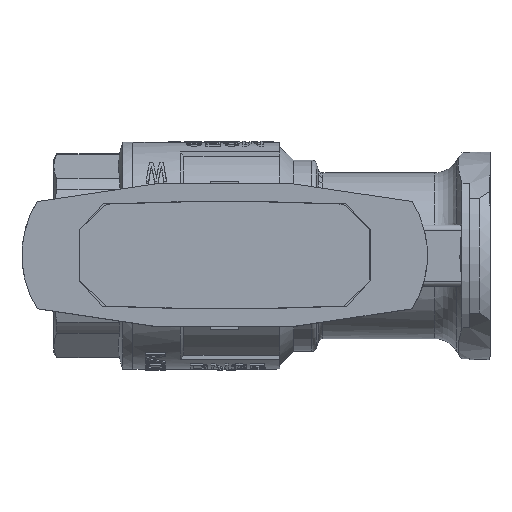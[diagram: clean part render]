
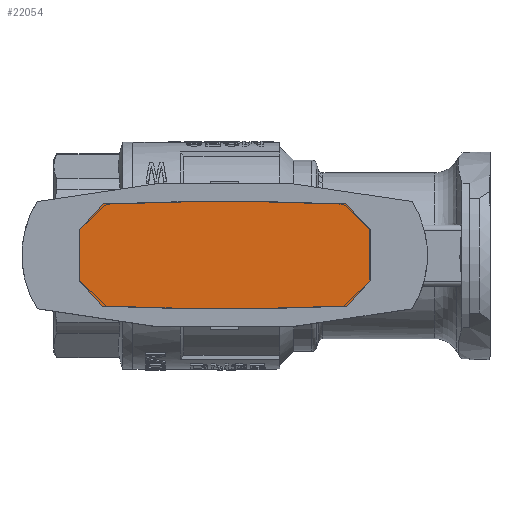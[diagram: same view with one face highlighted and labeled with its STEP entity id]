
A CAD part, top view. The second image highlights one B-rep face of the part: STEP entity #22054.
In plain terms, the highlighted face is planar.
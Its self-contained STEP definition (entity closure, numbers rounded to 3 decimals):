
#1612=LINE('',#49349,#2967);
#1615=LINE('',#49355,#2970);
#1618=LINE('',#49361,#2973);
#1621=LINE('',#49370,#2976);
#1622=LINE('',#49372,#2977);
#1623=LINE('',#49374,#2978);
#2967=VECTOR('',#31155,1000.);
#2970=VECTOR('',#31160,1000.);
#2973=VECTOR('',#31165,1000.);
#2976=VECTOR('',#31176,1000.);
#2977=VECTOR('',#31177,1000.);
#2978=VECTOR('',#31178,1000.);
#3893=PLANE('',#24725);
#5301=CIRCLE('',#24717,544.6);
#5303=CIRCLE('',#24723,544.6);
#11879=ORIENTED_EDGE('',*,*,#15233,.T.);
#11880=ORIENTED_EDGE('',*,*,#15237,.T.);
#11881=ORIENTED_EDGE('',*,*,#15240,.T.);
#11882=ORIENTED_EDGE('',*,*,#15243,.T.);
#11883=ORIENTED_EDGE('',*,*,#15246,.T.);
#11884=ORIENTED_EDGE('',*,*,#15248,.T.);
#11885=ORIENTED_EDGE('',*,*,#15249,.T.);
#11886=ORIENTED_EDGE('',*,*,#15250,.T.);
#15233=EDGE_CURVE('',#17512,#17511,#5301,.T.);
#15237=EDGE_CURVE('',#17511,#17515,#1612,.T.);
#15240=EDGE_CURVE('',#17515,#17517,#1615,.T.);
#15243=EDGE_CURVE('',#17517,#17519,#1618,.T.);
#15246=EDGE_CURVE('',#17519,#17521,#5303,.T.);
#15248=EDGE_CURVE('',#17521,#17522,#1621,.T.);
#15249=EDGE_CURVE('',#17522,#17523,#1622,.T.);
#15250=EDGE_CURVE('',#17523,#17512,#1623,.T.);
#17511=VERTEX_POINT('',#49339);
#17512=VERTEX_POINT('',#49341);
#17515=VERTEX_POINT('',#49348);
#17517=VERTEX_POINT('',#49354);
#17519=VERTEX_POINT('',#49360);
#17521=VERTEX_POINT('',#49366);
#17522=VERTEX_POINT('',#49371);
#17523=VERTEX_POINT('',#49373);
#19359=EDGE_LOOP('',(#11879,#11880,#11881,#11882,#11883,#11884,#11885,#11886));
#20704=FACE_BOUND('',#19359,.T.);
#22054=ADVANCED_FACE('',(#20704),#3893,.T.);
#24717=AXIS2_PLACEMENT_3D('',#49340,#31147,#31148);
#24723=AXIS2_PLACEMENT_3D('',#49367,#31170,#31171);
#24725=AXIS2_PLACEMENT_3D('',#49369,#31174,#31175);
#31147=DIRECTION('',(0.,1.,0.));
#31148=DIRECTION('',(-0.044,0.,0.999));
#31155=DIRECTION('',(0.673,0.,-0.74));
#31160=DIRECTION('',(0.,0.,-1.));
#31165=DIRECTION('',(-0.673,0.,-0.74));
#31170=DIRECTION('',(0.,1.,0.));
#31171=DIRECTION('',(0.044,0.,-0.999));
#31174=DIRECTION('',(0.,1.,0.));
#31175=DIRECTION('',(1.,0.,0.));
#31176=DIRECTION('',(-0.673,0.,0.74));
#31177=DIRECTION('',(0.,0.,1.));
#31178=DIRECTION('',(0.673,0.,0.74));
#49339=CARTESIAN_POINT('',(23.9,2.1,10.02));
#49340=CARTESIAN_POINT('',(0.,2.1,-534.055));
#49341=CARTESIAN_POINT('',(-23.9,2.1,10.02));
#49348=CARTESIAN_POINT('',(28.4,2.1,5.07));
#49349=CARTESIAN_POINT('',(23.9,2.1,10.02));
#49354=CARTESIAN_POINT('',(28.4,2.1,-5.07));
#49355=CARTESIAN_POINT('',(28.4,2.1,5.07));
#49360=CARTESIAN_POINT('',(23.9,2.1,-10.02));
#49361=CARTESIAN_POINT('',(28.4,2.1,-5.07));
#49366=CARTESIAN_POINT('',(-23.9,2.1,-10.02));
#49367=CARTESIAN_POINT('',(0.,2.1,534.055));
#49369=CARTESIAN_POINT('',(0.,2.1,0.));
#49370=CARTESIAN_POINT('',(-23.9,2.1,-10.02));
#49371=CARTESIAN_POINT('',(-28.4,2.1,-5.07));
#49372=CARTESIAN_POINT('',(-28.4,2.1,-5.07));
#49373=CARTESIAN_POINT('',(-28.4,2.1,5.07));
#49374=CARTESIAN_POINT('',(-28.4,2.1,5.07));
